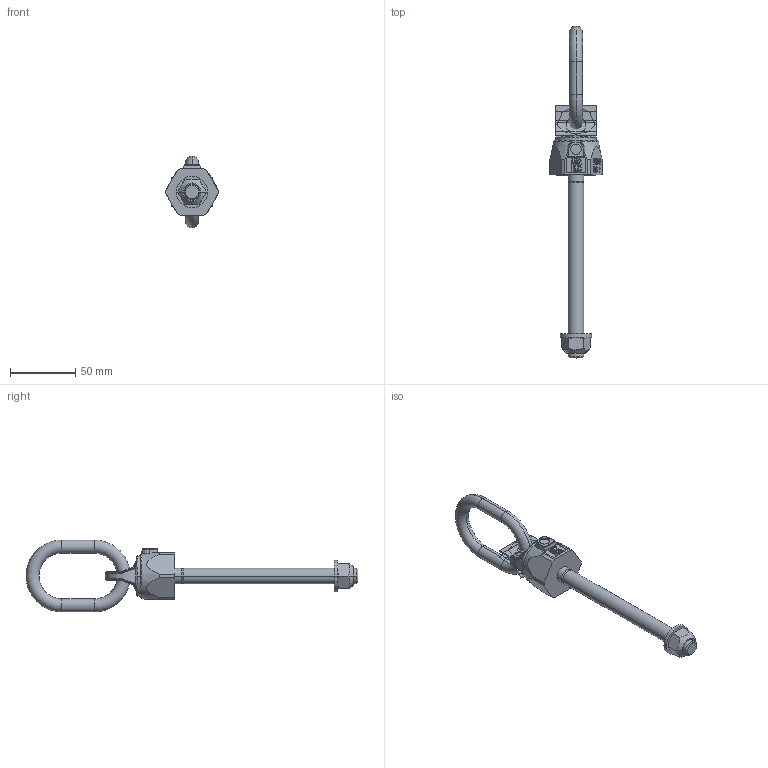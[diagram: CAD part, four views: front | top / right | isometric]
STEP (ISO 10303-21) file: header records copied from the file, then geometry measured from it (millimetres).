
FILE_DESCRIPTION((''),'2;1');
FILE_NAME('001-M31707-P-6_ASM','2004-10-11T',('Haas'),(''),'PRO/ENGINEER BY PARAMETRIC TECHNOLOGY CORPORATION, 2003450','PRO/ENGINEER BY PARAMETRIC TECHNOLOGY CORPORATION, 2003450','');
FILE_SCHEMA(('CONFIG_CONTROL_DESIGN'));
Length unit declared in the file: millimetre
Products named in the file (7): 001-M31707-P-1; 001-M31707-P-5; 001-M31707-P-2; 001-M31707-P-3; 001-M31328-V04; 001-M31624-V03; 001-M31707-P-6_ASM
Assembly tree (6 placements, depth 2):
  001-M31707-P-6_ASM
    001-M31707-P-1
    001-M31707-P-5
    001-M31707-P-2
    001-M31707-P-3
    001-M31328-V04
    001-M31624-V03
Bounding box: 40 x 254.69 x 55 mm (x, y, z)
Volume: 66456.3 mm3; surface area: 30279.3 mm2
Topology: 6 solids, 11 shells, 723 faces, 1923 edges, 1238 vertices
Faces by surface type: plane 506, cylinder 102, bspline 65, cone 31, torus 19
Entity records: 24942 total; most frequent: CARTESIAN_POINT 7369, ORIENTED_EDGE 3786, DIRECTION 3278, EDGE_CURVE 1923, VECTOR 1438, LINE 1438, VERTEX_POINT 1238, AXIS2_PLACEMENT_3D 920
